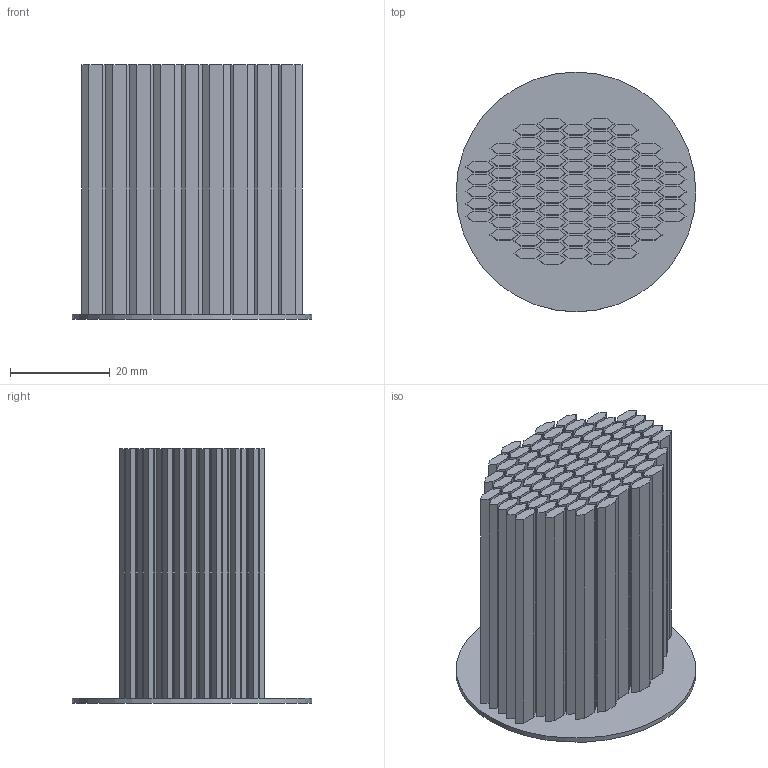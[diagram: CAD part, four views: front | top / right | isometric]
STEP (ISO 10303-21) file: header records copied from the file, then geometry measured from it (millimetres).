
FILE_DESCRIPTION(('FreeCAD Model'),'2;1');
FILE_NAME( 'Air_Holes.step', '2020-11-21T13:04:55',('Author'),(''), 'Open CASCADE STEP processor 7.3','FreeCAD','Unknown');
FILE_SCHEMA(('AUTOMOTIVE_DESIGN { 1 0 10303 214 1 1 1 1 }'));
Length unit declared in the file: millimetre
Products named in the file (1): Air_Holes
Bounding box: 48 x 48 x 51 mm (x, y, z)
Volume: 36321 mm3; surface area: 55473.5 mm2
Topology: 1 solids, 1 shells, 584 faces, 1497 edges, 998 vertices
Faces by surface type: plane 583, cylinder 1
Full cylindrical faces by diameter (mm): 48 x1
Entity records: 36805 total; most frequent: CARTESIAN_POINT 6074, DIRECTION 5663, LINE 4487, VECTOR 4487, ORIENTED_EDGE 2994, PCURVE 2994, DEFINITIONAL_REPRESENTATION 2994, EDGE_CURVE 1497
